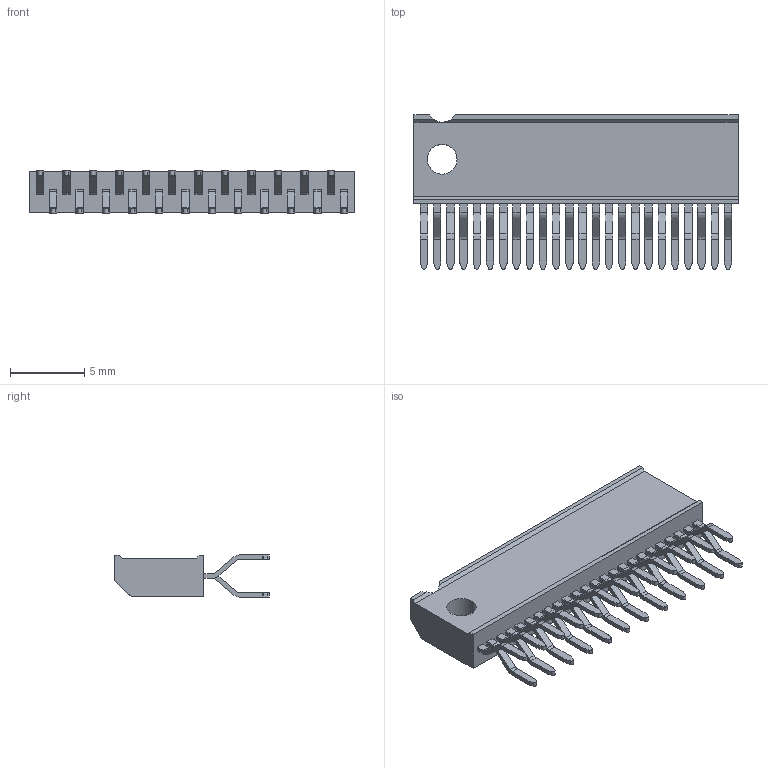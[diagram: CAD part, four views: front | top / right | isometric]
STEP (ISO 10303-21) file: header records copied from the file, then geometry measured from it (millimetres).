
FILE_DESCRIPTION (( 'STEP AP214' ), '1' );
FILE_NAME ('BA7230LS.STEP', '2020-03-07T19:20:06', ( '' ), ( '' ), 'SwSTEP 2.0', 'SolidWorks 2017', '' );
FILE_SCHEMA (( 'AUTOMOTIVE_DESIGN' ));
Length unit declared in the file: millimetre
Products named in the file (1): BA7230LS
Bounding box: 21.8 x 10.4 x 2.84 mm (x, y, z)
Volume: 338 mm3; surface area: 601 mm2
Topology: 25 solids, 25 shells, 449 faces, 1196 edges, 797 vertices
Faces by surface type: plane 278, cylinder 171
Entity records: 14258 total; most frequent: CARTESIAN_POINT 2452, DIRECTION 2435, ORIENTED_EDGE 2392, EDGE_CURVE 1196, VECTOR 851, LINE 851, VERTEX_POINT 797, AXIS2_PLACEMENT_3D 792
